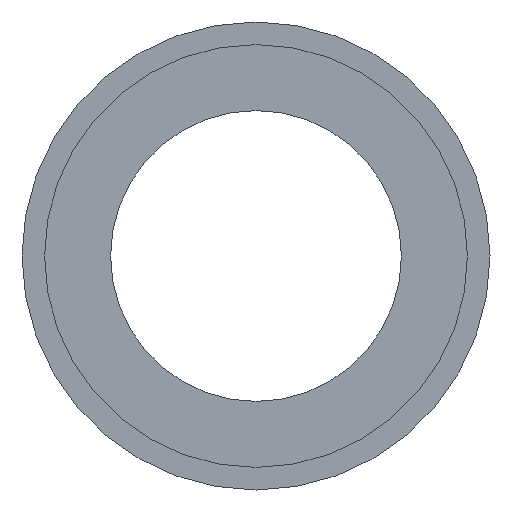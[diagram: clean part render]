
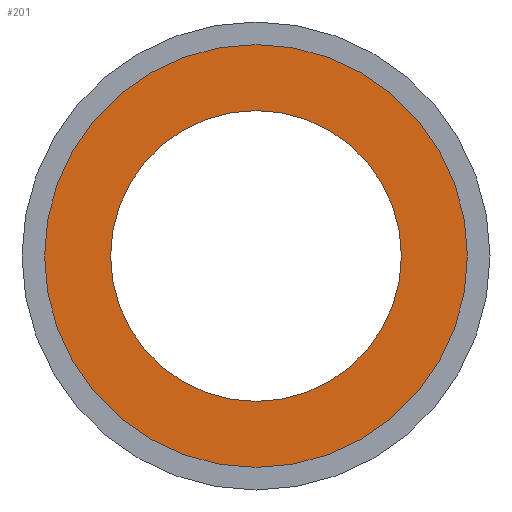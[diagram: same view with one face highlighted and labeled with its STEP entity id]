
A CAD part, front view. The second image highlights one B-rep face of the part: STEP entity #201.
In plain terms, the highlighted planar face has unit normal (0, -1, 0).
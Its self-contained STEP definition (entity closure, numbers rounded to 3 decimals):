
#20 = AXIS2_PLACEMENT_3D ( 'NONE', #264, #586, #118 ) ;
#26 = CIRCLE ( 'NONE', #222, 25.95 ) ;
#33 = FACE_OUTER_BOUND ( 'NONE', #192, .T. ) ;
#77 = VERTEX_POINT ( 'NONE', #156 ) ;
#81 = CARTESIAN_POINT ( 'NONE',  ( 0., 6.5, 0. ) ) ;
#109 = EDGE_LOOP ( 'NONE', ( #363, #186 ) ) ;
#118 = DIRECTION ( 'NONE',  ( -1., 0., 0. ) ) ;
#135 = FACE_BOUND ( 'NONE', #109, .T. ) ;
#137 = DIRECTION ( 'NONE',  ( -1., 0., 0. ) ) ;
#148 = AXIS2_PLACEMENT_3D ( 'NONE', #332, #464, #234 ) ;
#156 = CARTESIAN_POINT ( 'NONE',  ( -17.4, 6.5, 0. ) ) ;
#184 = PLANE ( 'NONE',  #148 ) ;
#186 = ORIENTED_EDGE ( 'NONE', *, *, #274, .T. ) ;
#192 = EDGE_LOOP ( 'NONE', ( #200, #377 ) ) ;
#200 = ORIENTED_EDGE ( 'NONE', *, *, #209, .F. ) ;
#201 = ADVANCED_FACE ( 'NONE', ( #33, #135 ), #184, .F. ) ;
#202 = CIRCLE ( 'NONE', #356, 17.4 ) ;
#209 = EDGE_CURVE ( 'NONE', #461, #547, #529, .T. ) ;
#217 = CARTESIAN_POINT ( 'NONE',  ( 0., 6.5, 0. ) ) ;
#220 = DIRECTION ( 'NONE',  ( 0., 1., 0. ) ) ;
#222 = AXIS2_PLACEMENT_3D ( 'NONE', #217, #220, #405 ) ;
#227 = DIRECTION ( 'NONE',  ( -1., 0., 0. ) ) ;
#230 = EDGE_CURVE ( 'NONE', #547, #461, #26, .T. ) ;
#234 = DIRECTION ( 'NONE',  ( -1., 0., 0. ) ) ;
#264 = CARTESIAN_POINT ( 'NONE',  ( 0., 6.5, 0. ) ) ;
#273 = DIRECTION ( 'NONE',  ( 0., 1., 0. ) ) ;
#274 = EDGE_CURVE ( 'NONE', #431, #77, #371, .T. ) ;
#281 = CARTESIAN_POINT ( 'NONE',  ( -25.95, 6.5, 0. ) ) ;
#288 = CARTESIAN_POINT ( 'NONE',  ( 17.4, 6.5, 0. ) ) ;
#332 = CARTESIAN_POINT ( 'NONE',  ( 17.4, 6.5, 0. ) ) ;
#356 = AXIS2_PLACEMENT_3D ( 'NONE', #498, #273, #227 ) ;
#363 = ORIENTED_EDGE ( 'NONE', *, *, #398, .T. ) ;
#370 = AXIS2_PLACEMENT_3D ( 'NONE', #81, #425, #137 ) ;
#371 = CIRCLE ( 'NONE', #20, 17.4 ) ;
#377 = ORIENTED_EDGE ( 'NONE', *, *, #230, .F. ) ;
#398 = EDGE_CURVE ( 'NONE', #77, #431, #202, .T. ) ;
#405 = DIRECTION ( 'NONE',  ( -1., 0., 0. ) ) ;
#425 = DIRECTION ( 'NONE',  ( 0., 1., 0. ) ) ;
#431 = VERTEX_POINT ( 'NONE', #288 ) ;
#461 = VERTEX_POINT ( 'NONE', #281 ) ;
#464 = DIRECTION ( 'NONE',  ( 0., 1., 0. ) ) ;
#498 = CARTESIAN_POINT ( 'NONE',  ( 0., 6.5, 0. ) ) ;
#525 = CARTESIAN_POINT ( 'NONE',  ( 25.95, 6.5, 0. ) ) ;
#529 = CIRCLE ( 'NONE', #370, 25.95 ) ;
#547 = VERTEX_POINT ( 'NONE', #525 ) ;
#586 = DIRECTION ( 'NONE',  ( 0., 1., 0. ) ) ;
